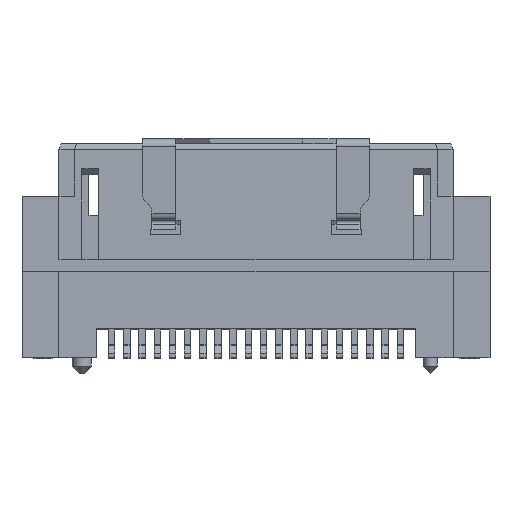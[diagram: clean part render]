
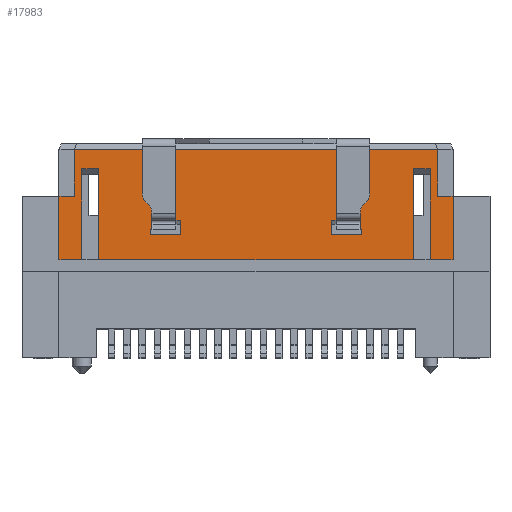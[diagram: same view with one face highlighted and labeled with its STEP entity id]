
A CAD part, top view. The second image highlights one B-rep face of the part: STEP entity #17983.
In plain terms, the highlighted planar face has unit normal (0, 0, 1).
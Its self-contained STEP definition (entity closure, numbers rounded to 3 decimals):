
#1221=DIRECTION('',(1.,0.,0.));
#1222=VECTOR('',#1221,15.18);
#1223=CARTESIAN_POINT('',(-7.59,4.225,1.79));
#1224=LINE('',#1223,#1222);
#1225=DIRECTION('',(0.,-1.,0.));
#1226=VECTOR('',#1225,1.95);
#1227=CARTESIAN_POINT('',(7.59,4.225,1.79));
#1228=LINE('',#1227,#1226);
#1229=DIRECTION('',(-1.,0.,0.));
#1230=VECTOR('',#1229,0.65);
#1231=CARTESIAN_POINT('',(8.24,2.275,1.79));
#1232=LINE('',#1231,#1230);
#1233=DIRECTION('',(0.,1.,0.));
#1234=VECTOR('',#1233,2.65);
#1235=CARTESIAN_POINT('',(8.24,-0.375,1.79));
#1236=LINE('',#1235,#1234);
#1237=DIRECTION('',(-1.,0.,0.));
#1238=VECTOR('',#1237,0.955);
#1239=CARTESIAN_POINT('',(8.24,-0.375,1.79));
#1240=LINE('',#1239,#1238);
#1241=DIRECTION('',(0.,1.,0.));
#1242=VECTOR('',#1241,3.8);
#1243=CARTESIAN_POINT('',(7.285,-0.375,1.79));
#1244=LINE('',#1243,#1242);
#1245=DIRECTION('',(1.,0.,0.));
#1246=VECTOR('',#1245,0.7);
#1247=CARTESIAN_POINT('',(6.585,3.425,1.79));
#1248=LINE('',#1247,#1246);
#1249=DIRECTION('',(0.,1.,0.));
#1250=VECTOR('',#1249,3.8);
#1251=CARTESIAN_POINT('',(6.585,-0.375,1.79));
#1252=LINE('',#1251,#1250);
#1253=DIRECTION('',(-1.,0.,0.));
#1254=VECTOR('',#1253,13.17);
#1255=CARTESIAN_POINT('',(6.585,-0.375,1.79));
#1256=LINE('',#1255,#1254);
#1257=DIRECTION('',(0.,1.,0.));
#1258=VECTOR('',#1257,3.8);
#1259=CARTESIAN_POINT('',(-6.585,-0.375,1.79));
#1260=LINE('',#1259,#1258);
#1261=DIRECTION('',(-1.,0.,0.));
#1262=VECTOR('',#1261,0.7);
#1263=CARTESIAN_POINT('',(-6.585,3.425,1.79));
#1264=LINE('',#1263,#1262);
#1265=DIRECTION('',(0.,1.,0.));
#1266=VECTOR('',#1265,3.8);
#1267=CARTESIAN_POINT('',(-7.285,-0.375,1.79));
#1268=LINE('',#1267,#1266);
#1269=DIRECTION('',(-1.,0.,0.));
#1270=VECTOR('',#1269,0.955);
#1271=CARTESIAN_POINT('',(-7.285,-0.375,1.79));
#1272=LINE('',#1271,#1270);
#1273=DIRECTION('',(0.,1.,0.));
#1274=VECTOR('',#1273,2.65);
#1275=CARTESIAN_POINT('',(-8.24,-0.375,1.79));
#1276=LINE('',#1275,#1274);
#1277=DIRECTION('',(1.,0.,0.));
#1278=VECTOR('',#1277,0.65);
#1279=CARTESIAN_POINT('',(-8.24,2.275,1.79));
#1280=LINE('',#1279,#1278);
#1281=DIRECTION('',(0.,-1.,0.));
#1282=VECTOR('',#1281,1.95);
#1283=CARTESIAN_POINT('',(-7.59,4.225,1.79));
#1284=LINE('',#1283,#1282);
#1285=DIRECTION('',(0.,-1.,0.));
#1286=VECTOR('',#1285,0.228);
#1287=CARTESIAN_POINT('',(4.425,0.903,1.79));
#1288=LINE('',#1287,#1286);
#1289=DIRECTION('',(1.,0.,0.));
#1290=VECTOR('',#1289,0.075);
#1291=CARTESIAN_POINT('',(4.35,0.903,1.79));
#1292=LINE('',#1291,#1290);
#1293=DIRECTION('',(0.,-1.,0.));
#1294=VECTOR('',#1293,0.544);
#1295=CARTESIAN_POINT('',(4.35,1.447,1.79));
#1296=LINE('',#1295,#1294);
#1297=DIRECTION('',(1.,0.,0.));
#1298=VECTOR('',#1297,1.);
#1299=CARTESIAN_POINT('',(3.35,1.447,1.79));
#1300=LINE('',#1299,#1298);
#1301=DIRECTION('',(0.,1.,0.));
#1302=VECTOR('',#1301,0.172);
#1303=CARTESIAN_POINT('',(3.35,1.275,1.79));
#1304=LINE('',#1303,#1302);
#1305=DIRECTION('',(1.,0.,0.));
#1306=VECTOR('',#1305,0.2);
#1307=CARTESIAN_POINT('',(3.15,1.275,1.79));
#1308=LINE('',#1307,#1306);
#1309=DIRECTION('',(0.,-1.,0.));
#1310=VECTOR('',#1309,0.6);
#1311=CARTESIAN_POINT('',(3.15,1.275,1.79));
#1312=LINE('',#1311,#1310);
#1313=DIRECTION('',(1.,0.,0.));
#1314=VECTOR('',#1313,1.275);
#1315=CARTESIAN_POINT('',(3.15,0.675,1.79));
#1316=LINE('',#1315,#1314);
#1317=DIRECTION('',(1.,0.,0.));
#1318=VECTOR('',#1317,1.);
#1319=CARTESIAN_POINT('',(-4.35,1.447,1.79));
#1320=LINE('',#1319,#1318);
#1321=DIRECTION('',(0.,-1.,0.));
#1322=VECTOR('',#1321,0.544);
#1323=CARTESIAN_POINT('',(-4.35,1.447,1.79));
#1324=LINE('',#1323,#1322);
#1325=DIRECTION('',(1.,0.,0.));
#1326=VECTOR('',#1325,0.075);
#1327=CARTESIAN_POINT('',(-4.425,0.903,1.79));
#1328=LINE('',#1327,#1326);
#1329=DIRECTION('',(0.,1.,0.));
#1330=VECTOR('',#1329,0.228);
#1331=CARTESIAN_POINT('',(-4.425,0.675,1.79));
#1332=LINE('',#1331,#1330);
#1333=DIRECTION('',(-1.,0.,0.));
#1334=VECTOR('',#1333,1.275);
#1335=CARTESIAN_POINT('',(-3.15,0.675,1.79));
#1336=LINE('',#1335,#1334);
#1337=DIRECTION('',(0.,1.,0.));
#1338=VECTOR('',#1337,0.6);
#1339=CARTESIAN_POINT('',(-3.15,0.675,1.79));
#1340=LINE('',#1339,#1338);
#1341=DIRECTION('',(-1.,0.,0.));
#1342=VECTOR('',#1341,0.2);
#1343=CARTESIAN_POINT('',(-3.15,1.275,1.79));
#1344=LINE('',#1343,#1342);
#1345=DIRECTION('',(0.,-1.,0.));
#1346=VECTOR('',#1345,0.172);
#1347=CARTESIAN_POINT('',(-3.35,1.447,1.79));
#1348=LINE('',#1347,#1346);
#12526=CARTESIAN_POINT('',(8.24,-0.375,1.79));
#12528=VERTEX_POINT('',#12526);
#12530=CARTESIAN_POINT('',(-8.24,-0.375,1.79));
#12532=VERTEX_POINT('',#12530);
#12593=CARTESIAN_POINT('',(8.24,2.275,1.79));
#12594=CARTESIAN_POINT('',(7.59,2.275,1.79));
#12595=VERTEX_POINT('',#12593);
#12596=VERTEX_POINT('',#12594);
#12597=CARTESIAN_POINT('',(-8.24,2.275,1.79));
#12598=CARTESIAN_POINT('',(-7.59,2.275,1.79));
#12599=VERTEX_POINT('',#12597);
#12600=VERTEX_POINT('',#12598);
#12785=CARTESIAN_POINT('',(3.15,1.275,1.79));
#12786=CARTESIAN_POINT('',(3.15,0.675,1.79));
#12787=VERTEX_POINT('',#12785);
#12788=VERTEX_POINT('',#12786);
#12789=CARTESIAN_POINT('',(4.425,0.675,1.79));
#12790=VERTEX_POINT('',#12789);
#13153=CARTESIAN_POINT('',(3.35,1.275,1.79));
#13154=CARTESIAN_POINT('',(3.35,1.447,1.79));
#13155=VERTEX_POINT('',#13153);
#13156=VERTEX_POINT('',#13154);
#13215=CARTESIAN_POINT('',(4.35,1.447,1.79));
#13216=CARTESIAN_POINT('',(4.35,0.903,1.79));
#13217=VERTEX_POINT('',#13215);
#13218=VERTEX_POINT('',#13216);
#13225=CARTESIAN_POINT('',(7.285,-0.375,1.79));
#13227=VERTEX_POINT('',#13225);
#13229=CARTESIAN_POINT('',(6.585,-0.375,1.79));
#13231=VERTEX_POINT('',#13229);
#13233=CARTESIAN_POINT('',(7.285,3.425,1.79));
#13234=VERTEX_POINT('',#13233);
#13235=CARTESIAN_POINT('',(6.585,3.425,1.79));
#13236=VERTEX_POINT('',#13235);
#13261=CARTESIAN_POINT('',(-7.59,4.225,1.79));
#13262=CARTESIAN_POINT('',(7.59,4.225,1.79));
#13263=VERTEX_POINT('',#13261);
#13264=VERTEX_POINT('',#13262);
#13294=CARTESIAN_POINT('',(-7.285,-0.375,1.79));
#13296=VERTEX_POINT('',#13294);
#13298=CARTESIAN_POINT('',(-6.585,-0.375,1.79));
#13300=VERTEX_POINT('',#13298);
#13301=CARTESIAN_POINT('',(-7.285,3.425,1.79));
#13302=VERTEX_POINT('',#13301);
#13303=CARTESIAN_POINT('',(-6.585,3.425,1.79));
#13304=VERTEX_POINT('',#13303);
#13606=CARTESIAN_POINT('',(-3.35,1.447,1.79));
#13607=VERTEX_POINT('',#13606);
#13612=CARTESIAN_POINT('',(-4.35,1.447,1.79));
#13613=CARTESIAN_POINT('',(-4.35,0.903,1.79));
#13614=VERTEX_POINT('',#13612);
#13615=VERTEX_POINT('',#13613);
#13648=CARTESIAN_POINT('',(-3.35,1.275,1.79));
#13649=VERTEX_POINT('',#13648);
#13692=CARTESIAN_POINT('',(-3.15,0.675,1.79));
#13693=VERTEX_POINT('',#13692);
#13694=CARTESIAN_POINT('',(-4.425,0.675,1.79));
#13695=VERTEX_POINT('',#13694);
#13696=CARTESIAN_POINT('',(-3.15,1.275,1.79));
#13697=VERTEX_POINT('',#13696);
#13710=CARTESIAN_POINT('',(4.425,0.903,1.79));
#13711=VERTEX_POINT('',#13710);
#13722=CARTESIAN_POINT('',(-4.425,0.903,1.79));
#13723=VERTEX_POINT('',#13722);
#17912=CARTESIAN_POINT('',(9.785,-0.375,1.79));
#17913=DIRECTION('',(0.,0.,-1.));
#17914=DIRECTION('',(0.,1.,0.));
#17915=AXIS2_PLACEMENT_3D('',#17912,#17913,#17914);
#17916=PLANE('',#17915);
#17918=ORIENTED_EDGE('',*,*,#17917,.T.);
#17920=ORIENTED_EDGE('',*,*,#17919,.T.);
#17922=ORIENTED_EDGE('',*,*,#17921,.F.);
#17924=ORIENTED_EDGE('',*,*,#17923,.F.);
#17926=ORIENTED_EDGE('',*,*,#17925,.T.);
#17928=ORIENTED_EDGE('',*,*,#17927,.T.);
#17930=ORIENTED_EDGE('',*,*,#17929,.F.);
#17932=ORIENTED_EDGE('',*,*,#17931,.F.);
#17934=ORIENTED_EDGE('',*,*,#17933,.T.);
#17936=ORIENTED_EDGE('',*,*,#17935,.T.);
#17938=ORIENTED_EDGE('',*,*,#17937,.T.);
#17940=ORIENTED_EDGE('',*,*,#17939,.F.);
#17942=ORIENTED_EDGE('',*,*,#17941,.T.);
#17943=ORIENTED_EDGE('',*,*,#17072,.T.);
#17944=ORIENTED_EDGE('',*,*,#17145,.T.);
#17946=ORIENTED_EDGE('',*,*,#17945,.F.);
#17947=EDGE_LOOP('',(#17918,#17920,#17922,#17924,#17926,#17928,#17930,#17932,
#17934,#17936,#17938,#17940,#17942,#17943,#17944,#17946));
#17948=FACE_OUTER_BOUND('',#17947,.F.);
#17950=ORIENTED_EDGE('',*,*,#17949,.F.);
#17952=ORIENTED_EDGE('',*,*,#17951,.F.);
#17954=ORIENTED_EDGE('',*,*,#17953,.F.);
#17956=ORIENTED_EDGE('',*,*,#17955,.F.);
#17958=ORIENTED_EDGE('',*,*,#17957,.F.);
#17960=ORIENTED_EDGE('',*,*,#17959,.F.);
#17962=ORIENTED_EDGE('',*,*,#17961,.T.);
#17964=ORIENTED_EDGE('',*,*,#17963,.T.);
#17965=EDGE_LOOP('',(#17950,#17952,#17954,#17956,#17958,#17960,#17962,#17964));
#17966=FACE_BOUND('',#17965,.F.);
#17968=ORIENTED_EDGE('',*,*,#17967,.F.);
#17969=ORIENTED_EDGE('',*,*,#17892,.T.);
#17971=ORIENTED_EDGE('',*,*,#17970,.F.);
#17973=ORIENTED_EDGE('',*,*,#17972,.F.);
#17975=ORIENTED_EDGE('',*,*,#17974,.F.);
#17977=ORIENTED_EDGE('',*,*,#17976,.T.);
#17979=ORIENTED_EDGE('',*,*,#17978,.T.);
#17980=ORIENTED_EDGE('',*,*,#17744,.F.);
#17981=EDGE_LOOP('',(#17968,#17969,#17971,#17973,#17975,#17977,#17979,#17980));
#17982=FACE_BOUND('',#17981,.F.);
#17983=ADVANCED_FACE('',(#17948,#17966,#17982),#17916,.F.);
#17072=EDGE_CURVE('',#12532,#12599,#1276,.T.);
#17145=EDGE_CURVE('',#12599,#12600,#1280,.T.);
#17744=EDGE_CURVE('',#13607,#13649,#1348,.T.);
#17892=EDGE_CURVE('',#13614,#13615,#1324,.T.);
#17917=EDGE_CURVE('',#13263,#13264,#1224,.T.);
#17919=EDGE_CURVE('',#13264,#12596,#1228,.T.);
#17921=EDGE_CURVE('',#12595,#12596,#1232,.T.);
#17923=EDGE_CURVE('',#12528,#12595,#1236,.T.);
#17925=EDGE_CURVE('',#12528,#13227,#1240,.T.);
#17927=EDGE_CURVE('',#13227,#13234,#1244,.T.);
#17929=EDGE_CURVE('',#13236,#13234,#1248,.T.);
#17931=EDGE_CURVE('',#13231,#13236,#1252,.T.);
#17933=EDGE_CURVE('',#13231,#13300,#1256,.T.);
#17935=EDGE_CURVE('',#13300,#13304,#1260,.T.);
#17937=EDGE_CURVE('',#13304,#13302,#1264,.T.);
#17939=EDGE_CURVE('',#13296,#13302,#1268,.T.);
#17941=EDGE_CURVE('',#13296,#12532,#1272,.T.);
#17945=EDGE_CURVE('',#13263,#12600,#1284,.T.);
#17949=EDGE_CURVE('',#13711,#12790,#1288,.T.);
#17951=EDGE_CURVE('',#13218,#13711,#1292,.T.);
#17953=EDGE_CURVE('',#13217,#13218,#1296,.T.);
#17955=EDGE_CURVE('',#13156,#13217,#1300,.T.);
#17957=EDGE_CURVE('',#13155,#13156,#1304,.T.);
#17959=EDGE_CURVE('',#12787,#13155,#1308,.T.);
#17961=EDGE_CURVE('',#12787,#12788,#1312,.T.);
#17963=EDGE_CURVE('',#12788,#12790,#1316,.T.);
#17967=EDGE_CURVE('',#13614,#13607,#1320,.T.);
#17970=EDGE_CURVE('',#13723,#13615,#1328,.T.);
#17972=EDGE_CURVE('',#13695,#13723,#1332,.T.);
#17974=EDGE_CURVE('',#13693,#13695,#1336,.T.);
#17976=EDGE_CURVE('',#13693,#13697,#1340,.T.);
#17978=EDGE_CURVE('',#13697,#13649,#1344,.T.);
